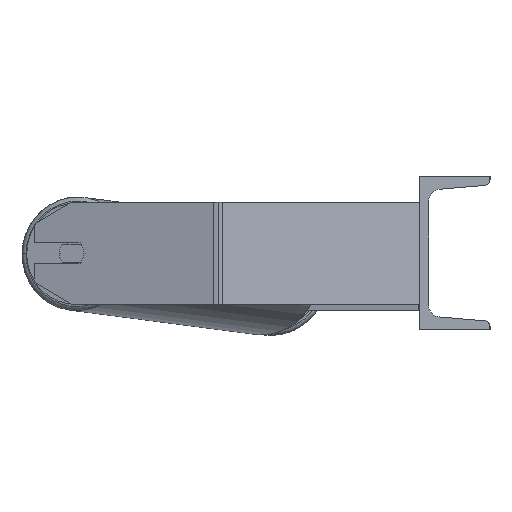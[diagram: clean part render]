
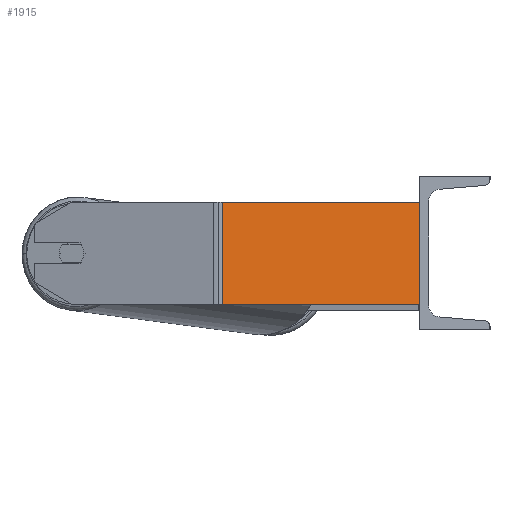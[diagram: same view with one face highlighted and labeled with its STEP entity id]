
A CAD part, left-side view. The second image highlights one B-rep face of the part: STEP entity #1915.
In plain terms, the highlighted planar face has unit normal (-0.985, -0.174, 0).
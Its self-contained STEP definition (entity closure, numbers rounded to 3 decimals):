
#138 = CARTESIAN_POINT ( 'NONE',  ( -912.244, 154.509, 40. ) ) ;
#298 = ORIENTED_EDGE ( 'NONE', *, *, #3170, .F. ) ;
#564 = CARTESIAN_POINT ( 'NONE',  ( -912.86, 158.002, -40. ) ) ;
#881 = VERTEX_POINT ( 'NONE', #3971 ) ;
#999 = ORIENTED_EDGE ( 'NONE', *, *, #4695, .F. ) ;
#1005 = CARTESIAN_POINT ( 'NONE',  ( -912.86, 158.002, 40. ) ) ;
#1208 = EDGE_CURVE ( 'NONE', #5841, #881, #2267, .T. ) ;
#1915 = ADVANCED_FACE ( 'NONE', ( #9077 ), #6414, .F. ) ;
#2267 = LINE ( 'NONE', #138, #9082 ) ;
#2541 = LINE ( 'NONE', #1005, #5929 ) ;
#2798 = CARTESIAN_POINT ( 'NONE',  ( -885., 0., 40. ) ) ;
#3170 = EDGE_CURVE ( 'NONE', #5841, #4979, #2541, .T. ) ;
#3235 = CARTESIAN_POINT ( 'NONE',  ( -912.244, 154.509, 40. ) ) ;
#3971 = CARTESIAN_POINT ( 'NONE',  ( -912.244, 154.509, -40. ) ) ;
#4091 = LINE ( 'NONE', #564, #7563 ) ;
#4112 = EDGE_CURVE ( 'NONE', #881, #7073, #4091, .T. ) ;
#4457 = ORIENTED_EDGE ( 'NONE', *, *, #1208, .T. ) ;
#4594 = ORIENTED_EDGE ( 'NONE', *, *, #4112, .T. ) ;
#4695 = EDGE_CURVE ( 'NONE', #4979, #7073, #6333, .T. ) ;
#4738 = DIRECTION ( 'NONE',  ( 0.174, -0.985, 0. ) ) ;
#4979 = VERTEX_POINT ( 'NONE', #8366 ) ;
#5642 = DIRECTION ( 'NONE',  ( 0., 0., -1. ) ) ;
#5841 = VERTEX_POINT ( 'NONE', #3235 ) ;
#5929 = VECTOR ( 'NONE', #5932, 1000. ) ;
#5932 = DIRECTION ( 'NONE',  ( 0.174, -0.985, 0. ) ) ;
#6333 = LINE ( 'NONE', #2798, #8460 ) ;
#6414 = PLANE ( 'NONE',  #7109 ) ;
#7073 = VERTEX_POINT ( 'NONE', #7113 ) ;
#7096 = CARTESIAN_POINT ( 'NONE',  ( -912.86, 158.002, 40. ) ) ;
#7109 = AXIS2_PLACEMENT_3D ( 'NONE', #7096, #7649, #8358 ) ;
#7113 = CARTESIAN_POINT ( 'NONE',  ( -885., 0., -40. ) ) ;
#7128 = DIRECTION ( 'NONE',  ( 0., 0., -1. ) ) ;
#7150 = EDGE_LOOP ( 'NONE', ( #4594, #999, #298, #4457 ) ) ;
#7563 = VECTOR ( 'NONE', #4738, 1000. ) ;
#7649 = DIRECTION ( 'NONE',  ( 0.985, 0.174, 0. ) ) ;
#8358 = DIRECTION ( 'NONE',  ( -0.174, 0.985, 0. ) ) ;
#8366 = CARTESIAN_POINT ( 'NONE',  ( -885., 0., 40. ) ) ;
#8460 = VECTOR ( 'NONE', #5642, 1000. ) ;
#9077 = FACE_OUTER_BOUND ( 'NONE', #7150, .T. ) ;
#9082 = VECTOR ( 'NONE', #7128, 1000. ) ;
